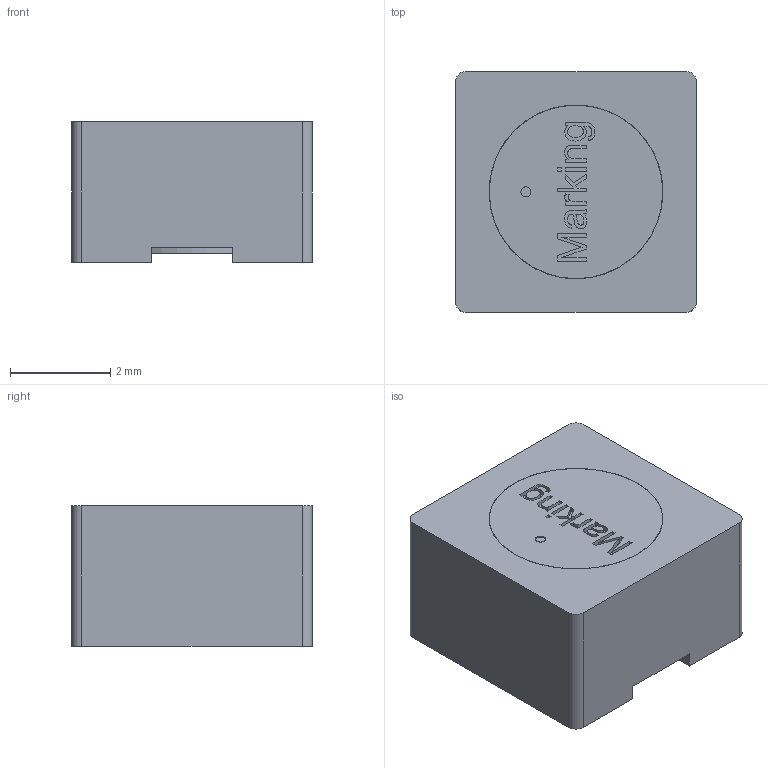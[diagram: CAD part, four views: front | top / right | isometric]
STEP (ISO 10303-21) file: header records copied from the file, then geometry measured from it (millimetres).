
FILE_DESCRIPTION(/* description */ ('Unknown'),/* implementation_level */ '2;1');
FILE_NAME(/* name */ 'L_Wurth_WE-TPC_4828',/* time_stamp */ '2022-03-08T13:45:11+08:00',/* author */ ('Unknown'),/* organization */ ('Unknown'),/* preprocessor_version */ 'ST-DEVELOPER v16.7',/* originating_system */ 'Solid Edge',/* authorisation */ 'Unknown');
FILE_SCHEMA (('AUTOMOTIVE_DESIGN {1 0 10303 214 3 1 1}'));
Length unit declared in the file: millimetre
Products named in the file (2): L_Wurth_WE-TPC_4828
Assembly tree (1 placements, depth 2):
  L_Wurth_WE-TPC_4828
    L_Wurth_WE-TPC_4828
Bounding box: 4.8 x 4.8 x 2.8 mm (x, y, z)
Volume: 50.3 mm3; surface area: 222.9 mm2
Topology: 2 solids, 2 shells, 131 faces, 329 edges, 217 vertices
Faces by surface type: plane 91, cylinder 19, bspline 15, torus 6
Full cylindrical faces by diameter (mm): 0.18 x6, 0.2 x1, 1.6 x1, 3.46 x1, 3.47 x1
Entity records: 6626 total; most frequent: CARTESIAN_POINT 2692, ORIENTED_EDGE 608, DIRECTION 554, EDGE_CURVE 304, LINE 232, VECTOR 232, VERTEX_POINT 211, EDGE_LOOP 167
